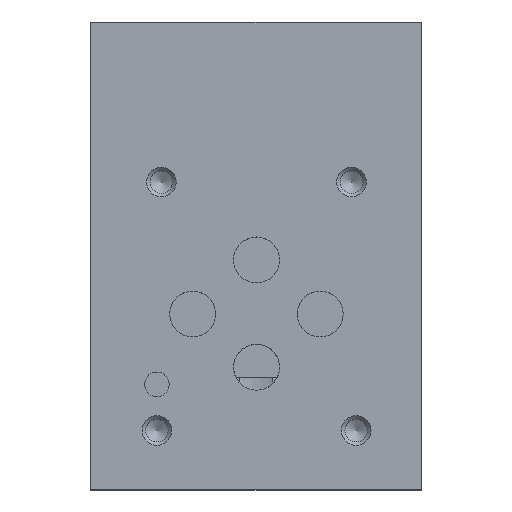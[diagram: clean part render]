
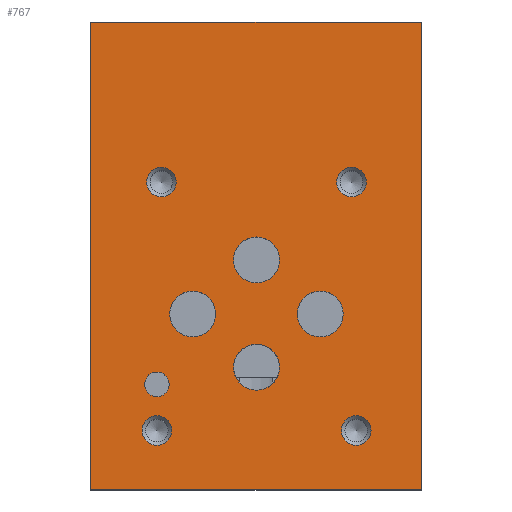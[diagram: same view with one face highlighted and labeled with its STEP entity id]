
A CAD part, top view. The second image highlights one B-rep face of the part: STEP entity #767.
In plain terms, the highlighted planar face has unit normal (0, 0, 1).
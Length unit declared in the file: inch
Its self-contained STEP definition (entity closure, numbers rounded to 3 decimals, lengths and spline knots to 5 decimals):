
#767 = ADVANCED_FACE( '', ( #1622, #1623, #1624, #1625, #1626, #1627, #1628, #1629, #1630, #1631 ), #1632, .F. );
#1622 = FACE_BOUND( '', #2491, .T. );
#1623 = FACE_BOUND( '', #2492, .T. );
#1624 = FACE_BOUND( '', #2493, .T. );
#1625 = FACE_BOUND( '', #2494, .T. );
#1626 = FACE_BOUND( '', #2495, .T. );
#1627 = FACE_BOUND( '', #2496, .T. );
#1628 = FACE_BOUND( '', #2497, .T. );
#1629 = FACE_BOUND( '', #2498, .T. );
#1630 = FACE_BOUND( '', #2499, .T. );
#1631 = FACE_OUTER_BOUND( '', #2500, .T. );
#1632 = PLANE( '', #2501 );
#2491 = EDGE_LOOP( '', ( #4608 ) );
#2492 = EDGE_LOOP( '', ( #4609 ) );
#2493 = EDGE_LOOP( '', ( #4610 ) );
#2494 = EDGE_LOOP( '', ( #4611 ) );
#2495 = EDGE_LOOP( '', ( #4612 ) );
#2496 = EDGE_LOOP( '', ( #4613 ) );
#2497 = EDGE_LOOP( '', ( #4614 ) );
#2498 = EDGE_LOOP( '', ( #4615 ) );
#2499 = EDGE_LOOP( '', ( #4616 ) );
#2500 = EDGE_LOOP( '', ( #4617, #4618, #4619, #4620 ) );
#2501 = AXIS2_PLACEMENT_3D( '', #4621, #4622, #4623 );
#4608 = ORIENTED_EDGE( '', *, *, #5444, .F. );
#4609 = ORIENTED_EDGE( '', *, *, #5461, .F. );
#4610 = ORIENTED_EDGE( '', *, *, #5476, .F. );
#4611 = ORIENTED_EDGE( '', *, *, #5514, .F. );
#4612 = ORIENTED_EDGE( '', *, *, #4852, .F. );
#4613 = ORIENTED_EDGE( '', *, *, #5515, .F. );
#4614 = ORIENTED_EDGE( '', *, *, #5430, .F. );
#4615 = ORIENTED_EDGE( '', *, *, #5417, .F. );
#4616 = ORIENTED_EDGE( '', *, *, #4698, .F. );
#4617 = ORIENTED_EDGE( '', *, *, #5197, .T. );
#4618 = ORIENTED_EDGE( '', *, *, #5080, .F. );
#4619 = ORIENTED_EDGE( '', *, *, #5310, .F. );
#4620 = ORIENTED_EDGE( '', *, *, #5145, .T. );
#4621 = CARTESIAN_POINT( '', ( 2.125, 3., 3. ) );
#4622 = DIRECTION( '', ( 0., 0., -1. ) );
#4623 = DIRECTION( '', ( -1., 0., 0. ) );
#4698 = EDGE_CURVE( '', #5527, #5527, #5528, .T. );
#4852 = EDGE_CURVE( '', #5795, #5795, #5796, .T. );
#5080 = EDGE_CURVE( '', #6174, #6169, #6176, .T. );
#5145 = EDGE_CURVE( '', #6272, #6270, #6273, .T. );
#5197 = EDGE_CURVE( '', #6270, #6169, #6355, .T. );
#5310 = EDGE_CURVE( '', #6272, #6174, #6502, .T. );
#5417 = EDGE_CURVE( '', #6623, #6623, #6624, .T. );
#5430 = EDGE_CURVE( '', #6639, #6639, #6640, .T. );
#5444 = EDGE_CURVE( '', #6656, #6656, #6657, .T. );
#5461 = EDGE_CURVE( '', #6674, #6674, #6675, .T. );
#5476 = EDGE_CURVE( '', #6691, #6691, #6692, .T. );
#5514 = EDGE_CURVE( '', #6733, #6733, #6734, .T. );
#5515 = EDGE_CURVE( '', #6735, #6735, #6736, .T. );
#5527 = VERTEX_POINT( '', #6748 );
#5528 = CIRCLE( '', #6749, 0.1475 );
#5795 = VERTEX_POINT( '', #7105 );
#5796 = CIRCLE( '', #7106, 0.079 );
#6169 = VERTEX_POINT( '', #7615 );
#6174 = VERTEX_POINT( '', #7622 );
#6176 = LINE( '', #7625, #7626 );
#6270 = VERTEX_POINT( '', #7774 );
#6272 = VERTEX_POINT( '', #7777 );
#6273 = LINE( '', #7778, #7779 );
#6355 = LINE( '', #7896, #7897 );
#6502 = LINE( '', #8096, #8097 );
#6623 = VERTEX_POINT( '', #8253 );
#6624 = CIRCLE( '', #8254, 0.1475 );
#6639 = VERTEX_POINT( '', #8274 );
#6640 = CIRCLE( '', #8275, 0.1475 );
#6656 = VERTEX_POINT( '', #8294 );
#6657 = CIRCLE( '', #8295, 0.095 );
#6674 = VERTEX_POINT( '', #8317 );
#6675 = CIRCLE( '', #8318, 0.095 );
#6691 = VERTEX_POINT( '', #8335 );
#6692 = CIRCLE( '', #8336, 0.095 );
#6733 = VERTEX_POINT( '', #8382 );
#6734 = CIRCLE( '', #8383, 0.095 );
#6735 = VERTEX_POINT( '', #8384 );
#6736 = CIRCLE( '', #8385, 0.1475 );
#6748 = CARTESIAN_POINT( '', ( 0.8035, 1.125, 3. ) );
#6749 = AXIS2_PLACEMENT_3D( '', #8396, #8397, #8398 );
#7105 = CARTESIAN_POINT( '', ( 0.505, 0.673, 3. ) );
#7106 = AXIS2_PLACEMENT_3D( '', #8581, #8582, #8583 );
#7615 = CARTESIAN_POINT( '', ( 0., 0., 3. ) );
#7622 = CARTESIAN_POINT( '', ( 2.125, 0., 3. ) );
#7625 = CARTESIAN_POINT( '', ( 2.125, 0., 3. ) );
#7626 = VECTOR( '', #8885, 39.37008 );
#7774 = CARTESIAN_POINT( '', ( 0., 3., 3. ) );
#7777 = CARTESIAN_POINT( '', ( 2.125, 3., 3. ) );
#7778 = CARTESIAN_POINT( '', ( 2.125, 3., 3. ) );
#7779 = VECTOR( '', #8948, 39.37008 );
#7896 = CARTESIAN_POINT( '', ( 0., 3., 3. ) );
#7897 = VECTOR( '', #9011, 39.37008 );
#8096 = CARTESIAN_POINT( '', ( 2.125, 3., 3. ) );
#8097 = VECTOR( '', #9124, 39.37008 );
#8253 = CARTESIAN_POINT( '', ( 1.6225, 1.125, 3. ) );
#8254 = AXIS2_PLACEMENT_3D( '', #9202, #9203, #9204 );
#8274 = CARTESIAN_POINT( '', ( 1.2135, 1.472, 3. ) );
#8275 = AXIS2_PLACEMENT_3D( '', #9213, #9214, #9215 );
#8294 = CARTESIAN_POINT( '', ( 0.55, 1.972, 3. ) );
#8295 = AXIS2_PLACEMENT_3D( '', #9228, #9229, #9230 );
#8317 = CARTESIAN_POINT( '', ( 0.521, 0.377, 3. ) );
#8318 = AXIS2_PLACEMENT_3D( '', #9236, #9237, #9238 );
#8335 = CARTESIAN_POINT( '', ( 1.801, 0.377, 3. ) );
#8336 = AXIS2_PLACEMENT_3D( '', #9243, #9244, #9245 );
#8382 = CARTESIAN_POINT( '', ( 1.771, 1.972, 3. ) );
#8383 = AXIS2_PLACEMENT_3D( '', #9263, #9264, #9265 );
#8384 = CARTESIAN_POINT( '', ( 1.2135, 0.783, 3. ) );
#8385 = AXIS2_PLACEMENT_3D( '', #9266, #9267, #9268 );
#8396 = CARTESIAN_POINT( '', ( 0.656, 1.125, 3. ) );
#8397 = DIRECTION( '', ( 0., 0., 1. ) );
#8398 = DIRECTION( '', ( 1., 0., 0. ) );
#8581 = CARTESIAN_POINT( '', ( 0.426, 0.673, 3. ) );
#8582 = DIRECTION( '', ( 0., 0., 1. ) );
#8583 = DIRECTION( '', ( 1., 0., 0. ) );
#8885 = DIRECTION( '', ( -1., 0., 0. ) );
#8948 = DIRECTION( '', ( -1., 0., 0. ) );
#9011 = DIRECTION( '', ( 0., -1., 0. ) );
#9124 = DIRECTION( '', ( 0., -1., 0. ) );
#9202 = CARTESIAN_POINT( '', ( 1.475, 1.125, 3. ) );
#9203 = DIRECTION( '', ( 0., 0., 1. ) );
#9204 = DIRECTION( '', ( 1., 0., 0. ) );
#9213 = CARTESIAN_POINT( '', ( 1.066, 1.472, 3. ) );
#9214 = DIRECTION( '', ( 0., 0., 1. ) );
#9215 = DIRECTION( '', ( 1., 0., 0. ) );
#9228 = CARTESIAN_POINT( '', ( 0.455, 1.972, 3. ) );
#9229 = DIRECTION( '', ( 0., 0., 1. ) );
#9230 = DIRECTION( '', ( 1., 0., 0. ) );
#9236 = CARTESIAN_POINT( '', ( 0.426, 0.377, 3. ) );
#9237 = DIRECTION( '', ( 0., 0., 1. ) );
#9238 = DIRECTION( '', ( 1., 0., 0. ) );
#9243 = CARTESIAN_POINT( '', ( 1.706, 0.377, 3. ) );
#9244 = DIRECTION( '', ( 0., 0., 1. ) );
#9245 = DIRECTION( '', ( 1., 0., 0. ) );
#9263 = CARTESIAN_POINT( '', ( 1.676, 1.972, 3. ) );
#9264 = DIRECTION( '', ( 0., 0., 1. ) );
#9265 = DIRECTION( '', ( 1., 0., 0. ) );
#9266 = CARTESIAN_POINT( '', ( 1.066, 0.783, 3. ) );
#9267 = DIRECTION( '', ( 0., 0., 1. ) );
#9268 = DIRECTION( '', ( 1., 0., 0. ) );
